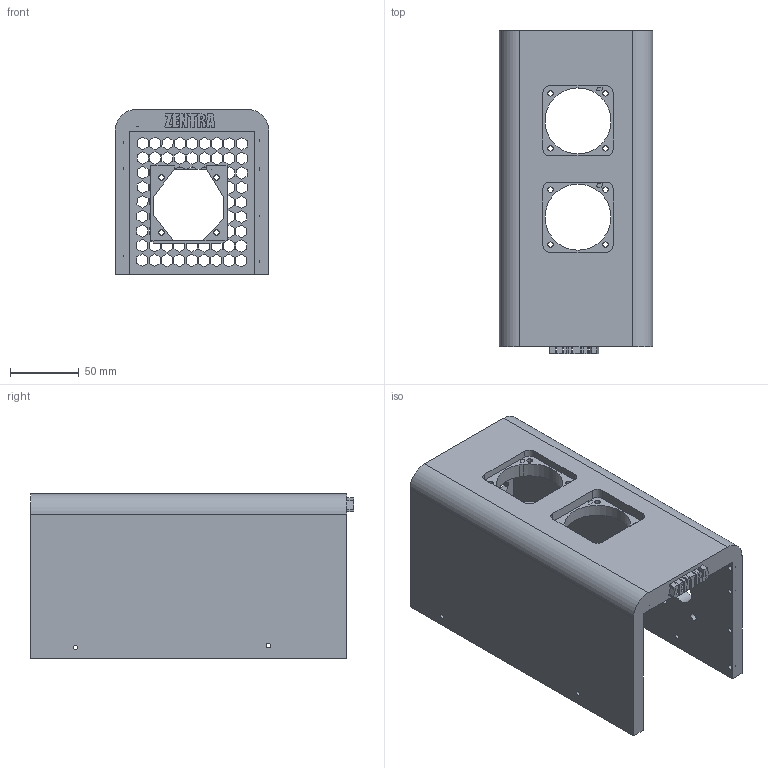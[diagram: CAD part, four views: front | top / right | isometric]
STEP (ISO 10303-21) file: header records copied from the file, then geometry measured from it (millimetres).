
FILE_DESCRIPTION(/* description */ (''),/* implementation_level */ '2;1');
FILE_NAME(/* name */ 'top_body.step',/* time_stamp */ '2025-08-08T14:29:40+05:30',/* author */ (''),/* organization */ (''),/* preprocessor_version */ 'ST-DEVELOPER v20.1',/* originating_system */ 'Autodesk Translation Framework v14.10.0.0',/* authorisation */ '');
FILE_SCHEMA (('AUTOMOTIVE_DESIGN { 1 0 10303 214 3 1 1 }'));
Length unit declared in the file: millimetre
Products named in the file (1): 2025-08-08-14-29-39-831
Bounding box: 111.6 x 235.11 x 120 mm (x, y, z)
Volume: 819961.3 mm3; surface area: 178779.1 mm2
Topology: 1 solids, 1 shells, 635 faces, 1892 edges, 1263 vertices
Faces by surface type: plane 565, cylinder 54, bspline 16
Full cylindrical faces by diameter (mm): 3.2 x4, 3.5 x12, 4 x12, 5.5 x3, 20 x1, 48 x1
Entity records: 21518 total; most frequent: CARTESIAN_POINT 4063, ORIENTED_EDGE 3784, DIRECTION 3208, EDGE_CURVE 1892, LINE 1752, VECTOR 1752, VERTEX_POINT 1263, EDGE_LOOP 808
